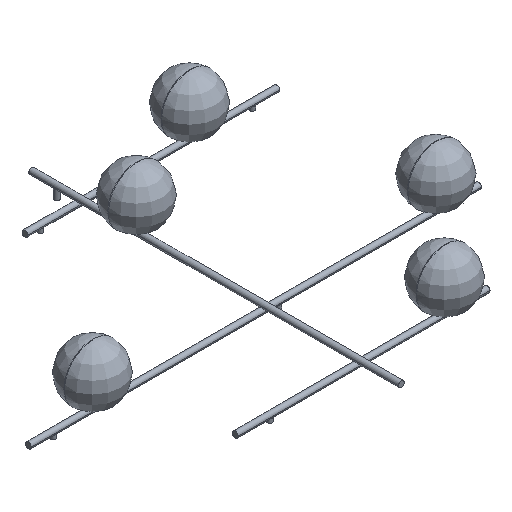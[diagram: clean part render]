
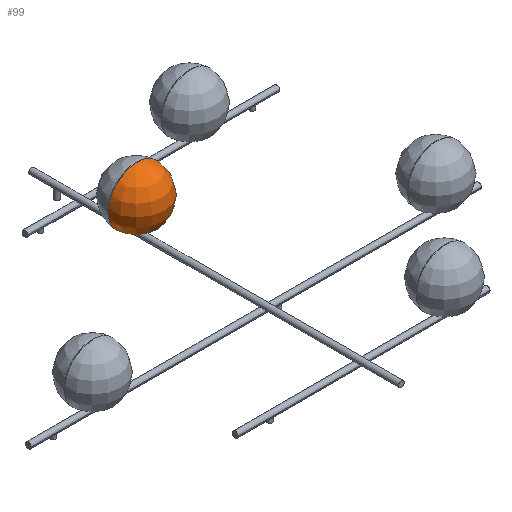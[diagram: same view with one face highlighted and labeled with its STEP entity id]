
A CAD part, isometric view. The second image highlights one B-rep face of the part: STEP entity #99.
In plain terms, the highlighted free-form (B-spline) face has degree [2, 2] with [5, 5] control points.
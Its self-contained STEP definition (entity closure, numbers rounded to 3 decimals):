
#53=(
BOUNDED_SURFACE()
B_SPLINE_SURFACE(2,2,((#1296,#1297,#1298,#1299,#1300),(#1301,#1302,#1303,
#1304,#1305),(#1306,#1307,#1308,#1309,#1310),(#1311,#1312,#1313,#1314,#1315),
(#1316,#1317,#1318,#1319,#1320)),.UNSPECIFIED.,.F.,.F.,.F.)
B_SPLINE_SURFACE_WITH_KNOTS((3,2,3),(3,2,3),(0.,92.57,185.14),
(0.,94.228,188.457),.UNSPECIFIED.)
GEOMETRIC_REPRESENTATION_ITEM()
RATIONAL_B_SPLINE_SURFACE(((1.,0.707,1.,0.707,1.),
(0.717,0.507,0.717,0.507,
0.717),(1.,0.707,1.,0.707,1.),(0.717,
0.507,0.717,0.507,0.717),
(1.,0.707,1.,0.707,1.)))
REPRESENTATION_ITEM('')
SURFACE()
);
#99=ADVANCED_FACE('',(#182),#53,.T.);
#182=FACE_OUTER_BOUND('',#265,.T.);
#265=EDGE_LOOP('',(#355,#356,#357));
#355=ORIENTED_EDGE('',*,*,#601,.T.);
#356=ORIENTED_EDGE('',*,*,#604,.F.);
#357=ORIENTED_EDGE('',*,*,#603,.F.);
#601=EDGE_CURVE('',#851,#852,#727,.T.);
#603=EDGE_CURVE('',#851,#853,#729,.T.);
#604=EDGE_CURVE('',#853,#852,#730,.T.);
#727=(
BOUNDED_CURVE()
B_SPLINE_CURVE(2,(#1422,#1423,#1424,#1425,#1426),.UNSPECIFIED.,.F.,.F.)
B_SPLINE_CURVE_WITH_KNOTS((3,2,3),(0.,92.57,185.14),
 .UNSPECIFIED.)
CURVE()
GEOMETRIC_REPRESENTATION_ITEM()
RATIONAL_B_SPLINE_CURVE((1.,0.717,1.,0.717,1.))
REPRESENTATION_ITEM('')
);
#729=(
BOUNDED_CURVE()
B_SPLINE_CURVE(2,(#1432,#1433,#1434,#1435,#1436),.UNSPECIFIED.,.F.,.F.)
B_SPLINE_CURVE_WITH_KNOTS((3,2,3),(0.,92.57,185.14),
 .UNSPECIFIED.)
CURVE()
GEOMETRIC_REPRESENTATION_ITEM()
RATIONAL_B_SPLINE_CURVE((1.,0.717,1.,0.717,1.))
REPRESENTATION_ITEM('')
);
#730=(
BOUNDED_CURVE()
B_SPLINE_CURVE(2,(#1437,#1438,#1439,#1440,#1441),.UNSPECIFIED.,.F.,.F.)
B_SPLINE_CURVE_WITH_KNOTS((3,2,3),(-188.457,-94.228,0.),
 .UNSPECIFIED.)
CURVE()
GEOMETRIC_REPRESENTATION_ITEM()
RATIONAL_B_SPLINE_CURVE((1.,0.707,1.,0.707,1.))
REPRESENTATION_ITEM('')
);
#851=VERTEX_POINT('',#1416);
#852=VERTEX_POINT('',#1417);
#853=VERTEX_POINT('',#1418);
#1296=CARTESIAN_POINT('',(-366.736,265.618,150.393));
#1297=CARTESIAN_POINT('',(-366.736,265.618,150.393));
#1298=CARTESIAN_POINT('',(-366.736,265.618,150.393));
#1299=CARTESIAN_POINT('',(-366.736,265.618,150.393));
#1300=CARTESIAN_POINT('',(-366.736,265.618,150.393));
#1301=CARTESIAN_POINT('',(-425.081,265.618,150.393));
#1302=CARTESIAN_POINT('',(-425.081,207.273,150.393));
#1303=CARTESIAN_POINT('',(-366.736,207.273,150.393));
#1304=CARTESIAN_POINT('',(-308.391,207.273,150.393));
#1305=CARTESIAN_POINT('',(-308.391,265.618,150.393));
#1306=CARTESIAN_POINT('',(-426.712,265.618,92.07));
#1307=CARTESIAN_POINT('',(-426.712,205.641,92.07));
#1308=CARTESIAN_POINT('',(-366.736,205.641,92.07));
#1309=CARTESIAN_POINT('',(-306.759,205.641,92.07));
#1310=CARTESIAN_POINT('',(-306.759,265.618,92.07));
#1311=CARTESIAN_POINT('',(-428.344,265.618,33.748));
#1312=CARTESIAN_POINT('',(-428.344,204.01,33.748));
#1313=CARTESIAN_POINT('',(-366.736,204.01,33.748));
#1314=CARTESIAN_POINT('',(-305.128,204.01,33.748));
#1315=CARTESIAN_POINT('',(-305.128,265.618,33.748));
#1316=CARTESIAN_POINT('',(-370.09,265.618,30.486));
#1317=CARTESIAN_POINT('',(-370.09,262.264,30.486));
#1318=CARTESIAN_POINT('',(-366.736,262.264,30.486));
#1319=CARTESIAN_POINT('',(-363.382,262.264,30.486));
#1320=CARTESIAN_POINT('',(-363.382,265.618,30.486));
#1416=CARTESIAN_POINT('',(-366.736,265.618,150.393));
#1417=CARTESIAN_POINT('',(-370.09,265.618,30.486));
#1418=CARTESIAN_POINT('',(-363.382,265.618,30.486));
#1422=CARTESIAN_POINT('',(-366.736,265.618,150.393));
#1423=CARTESIAN_POINT('',(-425.081,265.618,150.393));
#1424=CARTESIAN_POINT('',(-426.712,265.618,92.07));
#1425=CARTESIAN_POINT('',(-428.344,265.618,33.748));
#1426=CARTESIAN_POINT('',(-370.09,265.618,30.486));
#1432=CARTESIAN_POINT('',(-366.736,265.618,150.393));
#1433=CARTESIAN_POINT('',(-308.391,265.618,150.393));
#1434=CARTESIAN_POINT('',(-306.759,265.618,92.07));
#1435=CARTESIAN_POINT('',(-305.128,265.618,33.748));
#1436=CARTESIAN_POINT('',(-363.382,265.618,30.486));
#1437=CARTESIAN_POINT('',(-363.382,265.618,30.486));
#1438=CARTESIAN_POINT('',(-363.382,262.264,30.486));
#1439=CARTESIAN_POINT('',(-366.736,262.264,30.486));
#1440=CARTESIAN_POINT('',(-370.09,262.264,30.486));
#1441=CARTESIAN_POINT('',(-370.09,265.618,30.486));
